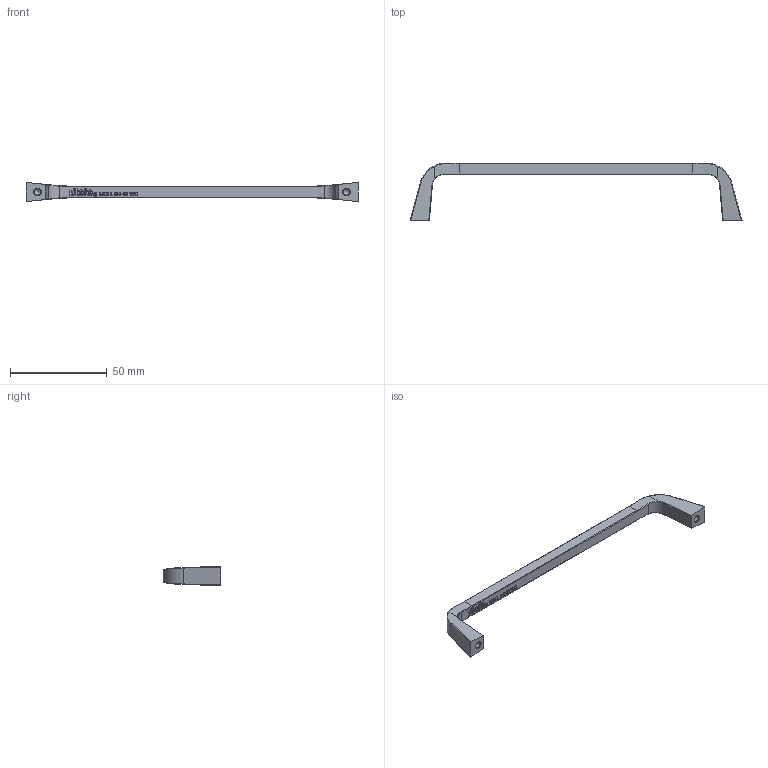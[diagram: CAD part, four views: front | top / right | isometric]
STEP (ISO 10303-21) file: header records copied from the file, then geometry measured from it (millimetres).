
FILE_DESCRIPTION(/* description */ (''),/* implementation_level */ '2;1');
FILE_NAME(/* name */ '0446_01.stp',/* time_stamp */ '2023-01-02T13:53:11+01:00',/* author */ ('jferrer'),/* organization */ (''),/* preprocessor_version */ 'ST-DEVELOPER v18.1',/* originating_system */ 'Autodesk Inventor 2022',/* authorisation */ '');
FILE_SCHEMA (('CONFIG_CONTROL_DESIGN'));
Length unit declared in the file: millimetre
Products named in the file (1): Este
Bounding box: 172 x 30 x 9.93 mm (x, y, z)
Volume: 8649.8 mm3; surface area: 5631.6 mm2
Topology: 1 solids, 1 shells, 479 faces, 1314 edges, 868 vertices
Faces by surface type: plane 414, cylinder 37, bspline 16, torus 8, cone 4
Full cylindrical faces by diameter (mm): 1.548 x1, 1.801 x1, 3.242 x2
Entity records: 15829 total; most frequent: CARTESIAN_POINT 3656, ORIENTED_EDGE 2624, DIRECTION 2288, EDGE_CURVE 1312, LINE 1176, VECTOR 1176, VERTEX_POINT 868, AXIS2_PLACEMENT_3D 556
